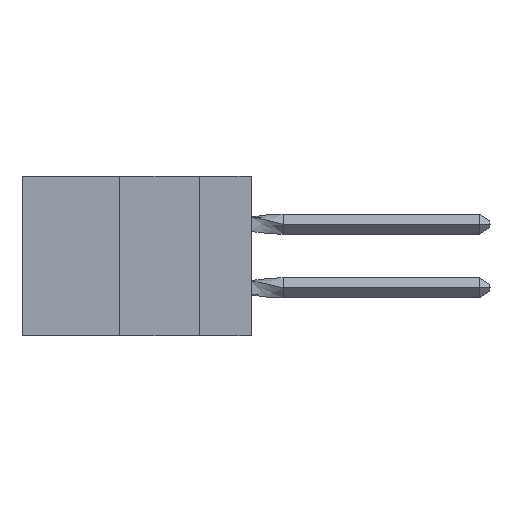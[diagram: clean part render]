
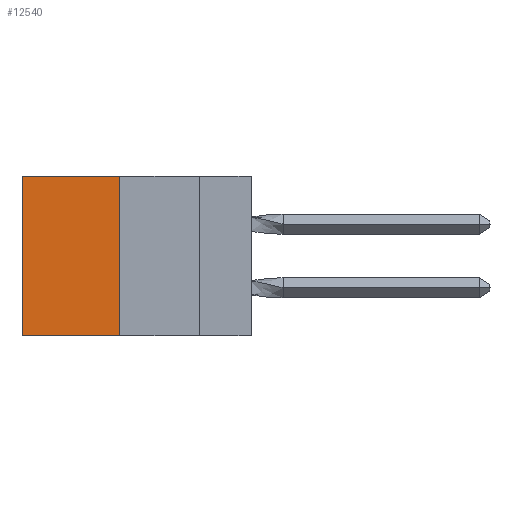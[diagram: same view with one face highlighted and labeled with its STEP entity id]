
A CAD part, left-side view. The second image highlights one B-rep face of the part: STEP entity #12540.
In plain terms, the highlighted planar face has unit normal (-1, 0, 0).
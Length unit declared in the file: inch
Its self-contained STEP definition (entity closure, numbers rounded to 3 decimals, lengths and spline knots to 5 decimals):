
#1374 = VERTEX_POINT ( 'NONE', #19451 ) ;
#2349 = CARTESIAN_POINT ( 'NONE',  ( 0.305, 0.413, 0. ) ) ;
#2441 = EDGE_CURVE ( 'NONE', #30706, #1374, #26197, .T. ) ;
#4593 = VERTEX_POINT ( 'NONE', #20035 ) ;
#4872 = PLANE ( 'NONE',  #16154 ) ;
#5508 = VECTOR ( 'NONE', #19874, 39.37008 ) ;
#9205 = ORIENTED_EDGE ( 'NONE', *, *, #33452, .T. ) ;
#9739 = EDGE_CURVE ( 'NONE', #1374, #24540, #31712, .T. ) ;
#10361 = ORIENTED_EDGE ( 'NONE', *, *, #2441, .F. ) ;
#10404 = CARTESIAN_POINT ( 'NONE',  ( 0.305, 0.413, -0.5 ) ) ;
#12540 = ADVANCED_FACE ( 'NONE', ( #13703 ), #4872, .F. ) ;
#13703 = FACE_OUTER_BOUND ( 'NONE', #29519, .T. ) ;
#14250 = CARTESIAN_POINT ( 'NONE',  ( 0.305, 0.72, -0.5 ) ) ;
#14490 = VECTOR ( 'NONE', #25189, 39.37008 ) ;
#15673 = DIRECTION ( 'NONE',  ( 0., 0., -1. ) ) ;
#16154 = AXIS2_PLACEMENT_3D ( 'NONE', #10404, #35175, #15673 ) ;
#17047 = CARTESIAN_POINT ( 'NONE',  ( 0.305, 0.413, -0.5 ) ) ;
#18665 = DIRECTION ( 'NONE',  ( 0., 0., -1. ) ) ;
#19451 = CARTESIAN_POINT ( 'NONE',  ( 0.305, 0.413, -0.5 ) ) ;
#19874 = DIRECTION ( 'NONE',  ( 0., 1., 0. ) ) ;
#20035 = CARTESIAN_POINT ( 'NONE',  ( 0.305, 0.72, 0. ) ) ;
#21976 = LINE ( 'NONE', #26933, #31571 ) ;
#22568 = CARTESIAN_POINT ( 'NONE',  ( 0.305, 0.413, -0.5 ) ) ;
#24540 = VERTEX_POINT ( 'NONE', #14250 ) ;
#24715 = ORIENTED_EDGE ( 'NONE', *, *, #9739, .F. ) ;
#25189 = DIRECTION ( 'NONE',  ( 0., 0., -1. ) ) ;
#26132 = CARTESIAN_POINT ( 'NONE',  ( 0.305, 0.413, 0. ) ) ;
#26197 = LINE ( 'NONE', #17047, #14490 ) ;
#26933 = CARTESIAN_POINT ( 'NONE',  ( 0.305, 0.72, -0.5 ) ) ;
#27692 = EDGE_CURVE ( 'NONE', #30706, #4593, #34762, .T. ) ;
#29519 = EDGE_LOOP ( 'NONE', ( #9205, #24715, #10361, #29693 ) ) ;
#29693 = ORIENTED_EDGE ( 'NONE', *, *, #27692, .T. ) ;
#30706 = VERTEX_POINT ( 'NONE', #2349 ) ;
#31571 = VECTOR ( 'NONE', #18665, 39.37008 ) ;
#31712 = LINE ( 'NONE', #22568, #5508 ) ;
#31766 = DIRECTION ( 'NONE',  ( 0., 1., 0. ) ) ;
#33452 = EDGE_CURVE ( 'NONE', #4593, #24540, #21976, .T. ) ;
#34762 = LINE ( 'NONE', #26132, #36046 ) ;
#35175 = DIRECTION ( 'NONE',  ( 1., 0., 0. ) ) ;
#36046 = VECTOR ( 'NONE', #31766, 39.37008 ) ;
